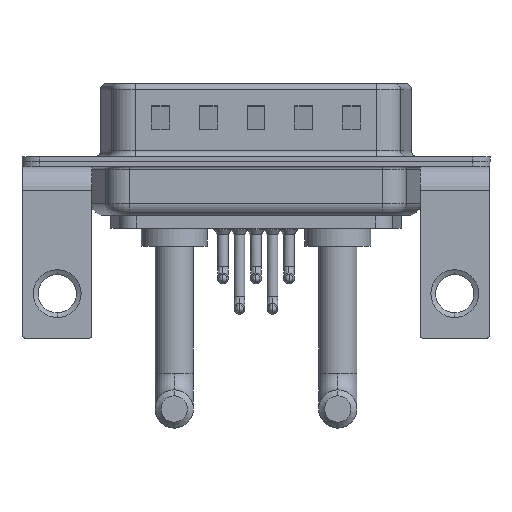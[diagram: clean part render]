
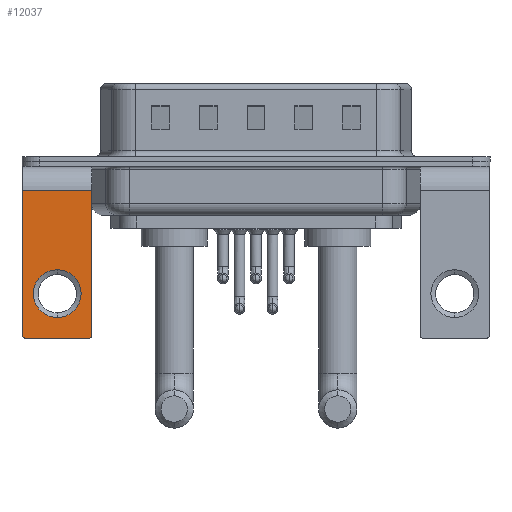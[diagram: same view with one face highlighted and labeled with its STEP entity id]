
A CAD part, front view. The second image highlights one B-rep face of the part: STEP entity #12037.
In plain terms, the highlighted planar face has unit normal (0, -1, 0).
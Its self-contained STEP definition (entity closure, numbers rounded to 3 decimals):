
#570 = EDGE_LOOP ( 'NONE', ( #7601, #18068 ) ) ;
#633 = FACE_OUTER_BOUND ( 'NONE', #12565, .T. ) ;
#726 = DIRECTION ( 'NONE',  ( 0., 0., 1. ) ) ;
#748 = DIRECTION ( 'NONE',  ( 0., -1., 0. ) ) ;
#1134 = CARTESIAN_POINT ( 'NONE',  ( 0., -6.25, -9.07 ) ) ;
#1345 = CARTESIAN_POINT ( 'NONE',  ( -2.9, -6.25, -14.55 ) ) ;
#1630 = DIRECTION ( 'NONE',  ( 0., 0., 1. ) ) ;
#1833 = VERTEX_POINT ( 'NONE', #1345 ) ;
#2063 = DIRECTION ( 'NONE',  ( 0., 1., 0. ) ) ;
#2167 = ORIENTED_EDGE ( 'NONE', *, *, #20157, .F. ) ;
#2380 = PLANE ( 'NONE',  #11387 ) ;
#2591 = CARTESIAN_POINT ( 'NONE',  ( 2.65, -6.25, -14.55 ) ) ;
#2763 = CIRCLE ( 'NONE', #14687, 0.25 ) ;
#2938 = LINE ( 'NONE', #7986, #4679 ) ;
#3211 = CARTESIAN_POINT ( 'NONE',  ( 2.65, -6.25, -14.8 ) ) ;
#4126 = DIRECTION ( 'NONE',  ( 0., 0., 1. ) ) ;
#4679 = VECTOR ( 'NONE', #19835, 1000. ) ;
#4995 = CIRCLE ( 'NONE', #8163, 2. ) ;
#5336 = VERTEX_POINT ( 'NONE', #9335 ) ;
#5478 = ORIENTED_EDGE ( 'NONE', *, *, #20681, .T. ) ;
#5737 = VECTOR ( 'NONE', #10143, 1000. ) ;
#5771 = AXIS2_PLACEMENT_3D ( 'NONE', #7419, #17290, #726 ) ;
#6052 = ORIENTED_EDGE ( 'NONE', *, *, #17254, .T. ) ;
#6372 = VERTEX_POINT ( 'NONE', #20085 ) ;
#6818 = CIRCLE ( 'NONE', #5771, 2. ) ;
#6954 = CARTESIAN_POINT ( 'NONE',  ( -2.9, -6.25, -2.4 ) ) ;
#7117 = EDGE_CURVE ( 'NONE', #16534, #13327, #7670, .T. ) ;
#7374 = AXIS2_PLACEMENT_3D ( 'NONE', #15775, #748, #17524 ) ;
#7419 = CARTESIAN_POINT ( 'NONE',  ( 0., -6.25, -11.07 ) ) ;
#7435 = DIRECTION ( 'NONE',  ( 0., 0., -1. ) ) ;
#7601 = ORIENTED_EDGE ( 'NONE', *, *, #10636, .T. ) ;
#7644 = DIRECTION ( 'NONE',  ( 0., -1., 0. ) ) ;
#7670 = LINE ( 'NONE', #14376, #9051 ) ;
#7986 = CARTESIAN_POINT ( 'NONE',  ( 2.9, -6.25, -14.8 ) ) ;
#8083 = CIRCLE ( 'NONE', #7374, 0.25 ) ;
#8163 = AXIS2_PLACEMENT_3D ( 'NONE', #11415, #20154, #1630 ) ;
#9051 = VECTOR ( 'NONE', #21061, 1000. ) ;
#9132 = EDGE_CURVE ( 'NONE', #14456, #6372, #2763, .T. ) ;
#9335 = CARTESIAN_POINT ( 'NONE',  ( 0., -6.25, -13.07 ) ) ;
#9415 = CARTESIAN_POINT ( 'NONE',  ( 2.9, -6.25, -2.4 ) ) ;
#10143 = DIRECTION ( 'NONE',  ( 0., 0., -1. ) ) ;
#10342 = CARTESIAN_POINT ( 'NONE',  ( -2.9, -6.25, -2.4 ) ) ;
#10636 = EDGE_CURVE ( 'NONE', #5336, #17768, #4995, .T. ) ;
#11387 = AXIS2_PLACEMENT_3D ( 'NONE', #13920, #2063, #14028 ) ;
#11415 = CARTESIAN_POINT ( 'NONE',  ( 0., -6.25, -11.07 ) ) ;
#11911 = VERTEX_POINT ( 'NONE', #15232 ) ;
#12037 = ADVANCED_FACE ( 'NONE', ( #18614, #633 ), #2380, .F. ) ;
#12095 = EDGE_CURVE ( 'NONE', #16534, #6372, #21261, .T. ) ;
#12565 = EDGE_LOOP ( 'NONE', ( #5478, #6052, #2167, #17780, #16518, #21530 ) ) ;
#13327 = VERTEX_POINT ( 'NONE', #10342 ) ;
#13920 = CARTESIAN_POINT ( 'NONE',  ( 2.9, -6.25, -2.4 ) ) ;
#14028 = DIRECTION ( 'NONE',  ( 0., 0., 1. ) ) ;
#14376 = CARTESIAN_POINT ( 'NONE',  ( 2.9, -6.25, -2.4 ) ) ;
#14456 = VERTEX_POINT ( 'NONE', #3211 ) ;
#14687 = AXIS2_PLACEMENT_3D ( 'NONE', #2591, #7644, #4126 ) ;
#15080 = LINE ( 'NONE', #6954, #5737 ) ;
#15232 = CARTESIAN_POINT ( 'NONE',  ( -2.65, -6.25, -14.8 ) ) ;
#15775 = CARTESIAN_POINT ( 'NONE',  ( -2.65, -6.25, -14.55 ) ) ;
#16518 = ORIENTED_EDGE ( 'NONE', *, *, #12095, .F. ) ;
#16534 = VERTEX_POINT ( 'NONE', #20964 ) ;
#17254 = EDGE_CURVE ( 'NONE', #1833, #11911, #8083, .T. ) ;
#17290 = DIRECTION ( 'NONE',  ( 0., 1., 0. ) ) ;
#17524 = DIRECTION ( 'NONE',  ( 0., 0., 1. ) ) ;
#17768 = VERTEX_POINT ( 'NONE', #1134 ) ;
#17780 = ORIENTED_EDGE ( 'NONE', *, *, #9132, .T. ) ;
#18068 = ORIENTED_EDGE ( 'NONE', *, *, #21185, .T. ) ;
#18614 = FACE_BOUND ( 'NONE', #570, .T. ) ;
#19835 = DIRECTION ( 'NONE',  ( -1., 0., 0. ) ) ;
#20085 = CARTESIAN_POINT ( 'NONE',  ( 2.9, -6.25, -14.55 ) ) ;
#20154 = DIRECTION ( 'NONE',  ( 0., 1., 0. ) ) ;
#20157 = EDGE_CURVE ( 'NONE', #14456, #11911, #2938, .T. ) ;
#20681 = EDGE_CURVE ( 'NONE', #13327, #1833, #15080, .T. ) ;
#20964 = CARTESIAN_POINT ( 'NONE',  ( 2.9, -6.25, -2.4 ) ) ;
#21061 = DIRECTION ( 'NONE',  ( -1., 0., 0. ) ) ;
#21185 = EDGE_CURVE ( 'NONE', #17768, #5336, #6818, .T. ) ;
#21190 = VECTOR ( 'NONE', #7435, 1000. ) ;
#21261 = LINE ( 'NONE', #9415, #21190 ) ;
#21530 = ORIENTED_EDGE ( 'NONE', *, *, #7117, .T. ) ;
